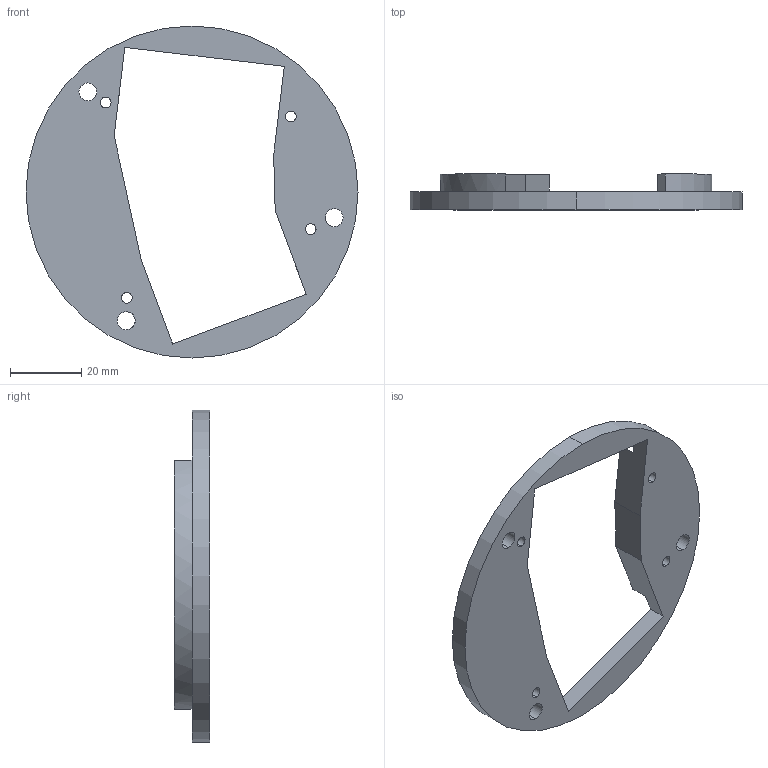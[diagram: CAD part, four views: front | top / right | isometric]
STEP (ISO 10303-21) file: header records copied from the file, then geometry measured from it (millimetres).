
FILE_DESCRIPTION (( 'STEP AP203' ), '1' );
FILE_NAME ('platine adaptation dérbi en step.STEP', '2021-04-14T14:18:08', ( '' ), ( '' ), 'SwSTEP 2.0', 'SolidWorks 2016', '' );
FILE_SCHEMA (( 'CONFIG_CONTROL_DESIGN' ));
Length unit declared in the file: millimetre
Products named in the file (1): platine adaptation dérbi en step
Bounding box: 93 x 10 x 93 mm (x, y, z)
Volume: 25193.5 mm3; surface area: 11678.2 mm2
Topology: 1 solids, 1 shells, 33 faces, 96 edges, 62 vertices
Faces by surface type: cylinder 18, plane 15
Entity records: 1219 total; most frequent: DIRECTION 212, CARTESIAN_POINT 192, ORIENTED_EDGE 192, EDGE_CURVE 96, AXIS2_PLACEMENT_3D 82, VERTEX_POINT 62, VECTOR 48, LINE 48
